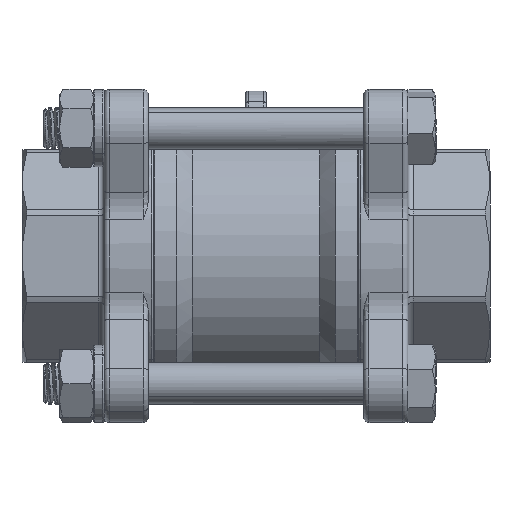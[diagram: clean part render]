
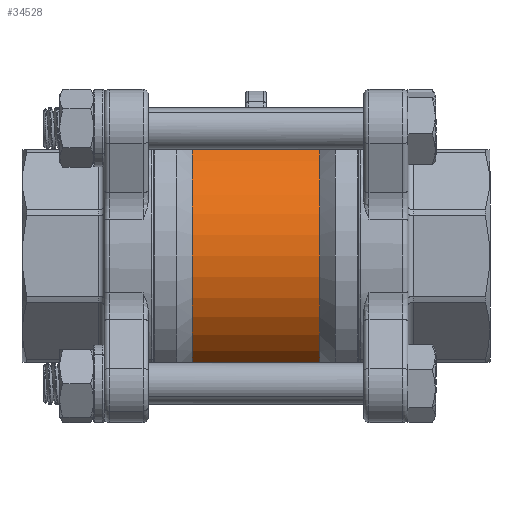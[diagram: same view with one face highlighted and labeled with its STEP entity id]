
A CAD part, front view. The second image highlights one B-rep face of the part: STEP entity #34528.
In plain terms, the highlighted cylindrical face has radius 25 mm (diameter 50 mm), a partial arc.
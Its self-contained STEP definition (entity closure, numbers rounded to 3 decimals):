
#10683 = DIRECTION ( 'NONE',  ( 0., 0., -1. ) ) ;
#10684 = DIRECTION ( 'NONE',  ( 1., 0., 0. ) ) ;
#10686 = CARTESIAN_POINT ( 'NONE',  ( 45.952, 0., 0. ) ) ;
#10687 = AXIS2_PLACEMENT_3D ( 'NONE', #10686, #10684, #10683 ) ;
#10706 = CYLINDRICAL_SURFACE ( 'NONE', #10687, 25. ) ;
#10717 = FACE_OUTER_BOUND ( 'NONE', #34532, .T. ) ;
#10818 = DIRECTION ( 'NONE',  ( 1., 0., 0. ) ) ;
#10819 = VECTOR ( 'NONE', #10818, 1000. ) ;
#10821 = CARTESIAN_POINT ( 'NONE',  ( 45.952, -10.315, -22.773 ) ) ;
#10823 = LINE ( 'NONE', #10821, #10819 ) ;
#11001 = DIRECTION ( 'NONE',  ( 1., 0., 0. ) ) ;
#11003 = VECTOR ( 'NONE', #11001, 1000. ) ;
#11004 = CARTESIAN_POINT ( 'NONE',  ( 45.952, -10.315, 22.773 ) ) ;
#11006 = LINE ( 'NONE', #11004, #11003 ) ;
#30730 = EDGE_CURVE ( 'NONE', #30760, #30731, #74139, .T. ) ;
#30731 = VERTEX_POINT ( 'NONE', #74131 ) ;
#30760 = VERTEX_POINT ( 'NONE', #74277 ) ;
#30919 = VERTEX_POINT ( 'NONE', #74798 ) ;
#30921 = EDGE_CURVE ( 'NONE', #30923, #30919, #74782, .T. ) ;
#30923 = VERTEX_POINT ( 'NONE', #74775 ) ;
#34528 = ADVANCED_FACE ( 'NONE', ( #10717 ), #10706, .T. ) ;
#34532 = EDGE_LOOP ( 'NONE', ( #34536, #34650, #34656, #34664 ) ) ;
#34536 = ORIENTED_EDGE ( 'NONE', *, *, #34540, .T. ) ;
#34540 = EDGE_CURVE ( 'NONE', #30919, #30731, #10823, .T. ) ;
#34650 = ORIENTED_EDGE ( 'NONE', *, *, #30730, .F. ) ;
#34656 = ORIENTED_EDGE ( 'NONE', *, *, #34659, .F. ) ;
#34659 = EDGE_CURVE ( 'NONE', #30923, #30760, #11006, .T. ) ;
#34664 = ORIENTED_EDGE ( 'NONE', *, *, #30921, .T. ) ;
#74131 = CARTESIAN_POINT ( 'NONE',  ( 12.23, -10.315, -22.773 ) ) ;
#74133 = DIRECTION ( 'NONE',  ( 0., 0., -1. ) ) ;
#74135 = DIRECTION ( 'NONE',  ( 1., 0., 0. ) ) ;
#74137 = AXIS2_PLACEMENT_3D ( 'NONE', #74149, #74135, #74133 ) ;
#74139 = CIRCLE ( 'NONE', #74137, 25. ) ;
#74149 = CARTESIAN_POINT ( 'NONE',  ( 12.23, 0., 0. ) ) ;
#74277 = CARTESIAN_POINT ( 'NONE',  ( 12.23, -10.315, 22.773 ) ) ;
#74775 = CARTESIAN_POINT ( 'NONE',  ( -12.23, -10.315, 22.773 ) ) ;
#74777 = DIRECTION ( 'NONE',  ( 0., 0., -1. ) ) ;
#74778 = DIRECTION ( 'NONE',  ( 1., 0., 0. ) ) ;
#74780 = AXIS2_PLACEMENT_3D ( 'NONE', #74802, #74778, #74777 ) ;
#74782 = CIRCLE ( 'NONE', #74780, 25. ) ;
#74798 = CARTESIAN_POINT ( 'NONE',  ( -12.23, -10.315, -22.773 ) ) ;
#74802 = CARTESIAN_POINT ( 'NONE',  ( -12.23, 0., 0. ) ) ;
